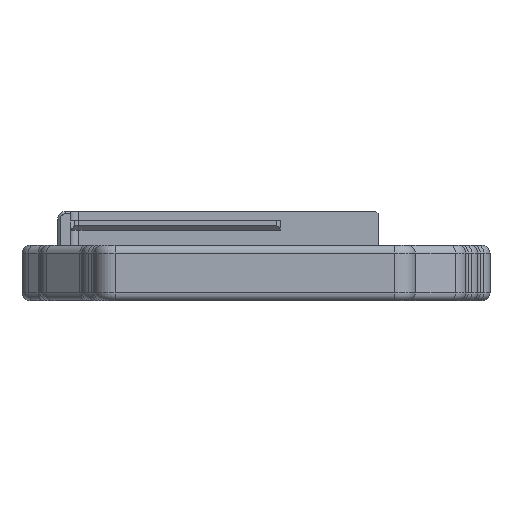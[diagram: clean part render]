
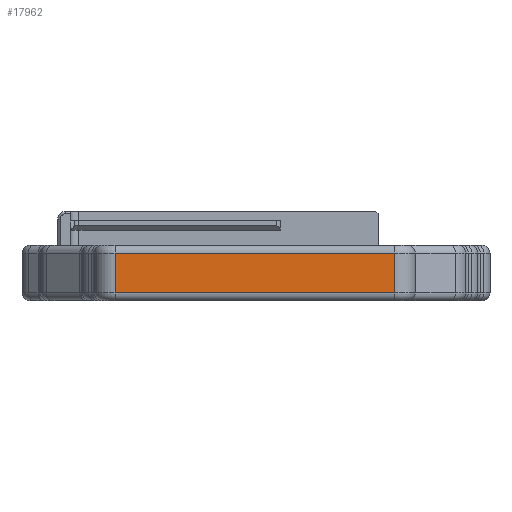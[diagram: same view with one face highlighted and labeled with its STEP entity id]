
A CAD part, left-side view. The second image highlights one B-rep face of the part: STEP entity #17962.
In plain terms, the highlighted planar face has unit normal (-1, 0, 0).
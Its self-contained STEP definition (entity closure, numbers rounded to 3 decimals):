
#2002=FACE_OUTER_BOUND('',#3021,.T.);
#3021=EDGE_LOOP('',(#12486,#12487,#12488,#12489));
#4097=LINE('',#26971,#5737);
#4119=LINE('',#27100,#5759);
#4206=LINE('',#27442,#5846);
#4217=LINE('',#27522,#5857);
#5737=VECTOR('',#21180,10.);
#5759=VECTOR('',#21332,10.);
#5846=VECTOR('',#21679,10.);
#5857=VECTOR('',#21790,10.);
#7411=VERTEX_POINT('',#26961);
#7413=VERTEX_POINT('',#26967);
#7456=VERTEX_POINT('',#27098);
#7579=VERTEX_POINT('',#27433);
#9219=EDGE_CURVE('',#7411,#7413,#4097,.T.);
#9284=EDGE_CURVE('',#7411,#7456,#4119,.T.);
#9456=EDGE_CURVE('',#7579,#7456,#4206,.T.);
#9496=EDGE_CURVE('',#7413,#7579,#4217,.T.);
#12486=ORIENTED_EDGE('',*,*,#9219,.F.);
#12487=ORIENTED_EDGE('',*,*,#9284,.T.);
#12488=ORIENTED_EDGE('',*,*,#9456,.F.);
#12489=ORIENTED_EDGE('',*,*,#9496,.F.);
#17460=PLANE('',#19202);
#17962=ADVANCED_FACE('',(#2002),#17460,.T.);
#19202=AXIS2_PLACEMENT_3D('',#27521,#21788,#21789);
#21180=DIRECTION('',(0.,1.,0.));
#21332=DIRECTION('',(0.,0.,1.));
#21679=DIRECTION('',(0.,-1.,0.));
#21788=DIRECTION('center_axis',(-1.,0.,0.));
#21789=DIRECTION('ref_axis',(0.,-1.,0.));
#21790=DIRECTION('',(0.,0.,1.));
#26961=CARTESIAN_POINT('',(-142.2,16.193,1.5));
#26967=CARTESIAN_POINT('',(-142.2,69.593,1.5));
#26971=CARTESIAN_POINT('',(-142.2,56.118,1.5));
#27098=CARTESIAN_POINT('',(-142.2,16.193,9.1));
#27100=CARTESIAN_POINT('',(-142.2,16.193,0.));
#27433=CARTESIAN_POINT('',(-142.2,69.593,9.1));
#27442=CARTESIAN_POINT('',(-142.2,56.118,9.1));
#27521=CARTESIAN_POINT('Origin',(-142.2,69.593,0.));
#27522=CARTESIAN_POINT('',(-142.2,69.593,0.));
